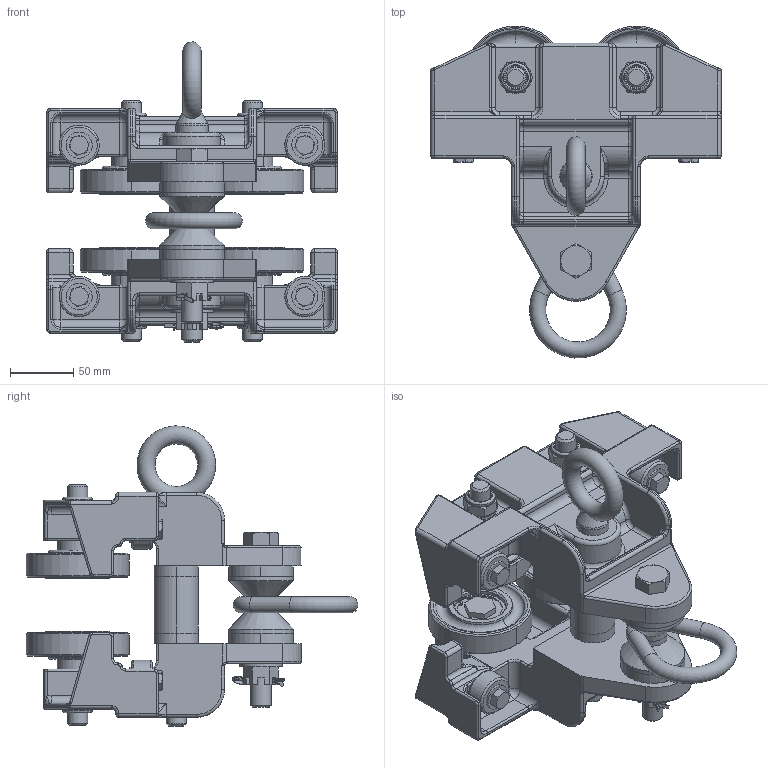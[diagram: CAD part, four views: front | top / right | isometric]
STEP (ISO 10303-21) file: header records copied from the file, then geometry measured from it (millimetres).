
FILE_DESCRIPTION((''),'2;1');
FILE_NAME('10340.stp','2011-03-30T15:38:09',('jholman'),(''),'Autodesk Inventor 2011','Autodesk Inventor 2011','');
FILE_SCHEMA(('AUTOMOTIVE_DESIGN { 1 0 10303 214 1 1 1 1 }'));
Length unit declared in the file: inch
Products named in the file (25): 10340; 3D1176B4D; 3D1118B4B; 3D11SZB4A; 3D113HB4C; 3D1167B4C; 3D11A6B4A; 3D11W6B4B; 3D11K7B4B; 3D11Q6B4B; 3D1144G4A; 3D1134G4A; 3D11DRD4B; 3D11X6B4A; 3D1153B4A; Hex Bolt - UNC (Regular Thread - Inch) 3/8-16 UNC - 2.25; Hex Nut - UNC (Regular Thread - Inch) 3/8 - 16; 3D11TZB4A; 3D1108B4B; Type A - Plain Washer (Inch) 5/8 - narrow - Type A; 3D1124B4A; 3D11X2B4A; Hex Bolt - UNC (Regular Thread - Inch) 5/8-11 UNC - 5; Shoulder Pattern 2-A - UNC (Regular Thread - Inch) 5/8 - 11. Shoulder Pattern Type 2 - Style A; 3D110ZB4B
Assembly tree (47 placements, depth 3):
  10340
    3D1176B4D  x2
    3D1118B4B
    3D11SZB4A  x2
    3D113HB4C  x4
      3D1167B4C
      3D11A6B4A
      3D11W6B4B
      3D11K7B4B
      3D11Q6B4B
    3D1144G4A  x4
    3D1134G4A  x4
    3D11DRD4B  x4
      3D11X6B4A
      3D1153B4A
      Hex Bolt - UNC (Regular Thread - Inch) 3/8-16 UNC - 2.25
    Hex Nut - UNC (Regular Thread - Inch) 3/8 - 16  x4
    3D11TZB4A  x2
    3D1108B4B  x2
    Type A - Plain Washer (Inch) 5/8 - narrow - Type A  x2
    3D1124B4A  x2
    3D11X2B4A  x2
    Hex Bolt - UNC (Regular Thread - Inch) 5/8-11 UNC - 5
    Shoulder Pattern 2-A - UNC (Regular Thread - Inch) 5/8 - 11. Shoulder Pattern Type 2 - Style A
    3D110ZB4B
Bounding box: 228.6 x 261.44 x 236.44 mm (x, y, z)
Volume: 1880524.4 mm3; surface area: 474417.3 mm2
Topology: 66 solids, 66 shells, 2595 faces, 5920 edges, 3360 vertices
Faces by surface type: cylinder 824, bspline 570, plane 521, torus 336, cone 212, sphere 132
Full cylindrical faces by diameter (mm): 3.969 x2, 7.798 x4, 9.525 x8, 9.855 x4, 12.7 x2, 13.386 x4, 14.288 x4, 14.351 x4, 15.862 x4, 15.875 x2, 16.272 x8, 16.307 x1, 16.612 x4, 16.662 x2, 16.669 x2, 16.98 x4, 17.374 x4, 22.225 x2, 23.114 x4, 25.4 x5, 33.325 x2, 40.005 x4, 50.8 x2
Entity records: 32133 total; most frequent: CARTESIAN_POINT 10562, DIRECTION 4550, ORIENTED_EDGE 4158, EDGE_CURVE 2079, AXIS2_PLACEMENT_3D 1928, VERTEX_POINT 1234, EDGE_LOOP 1057, CIRCLE 1041
